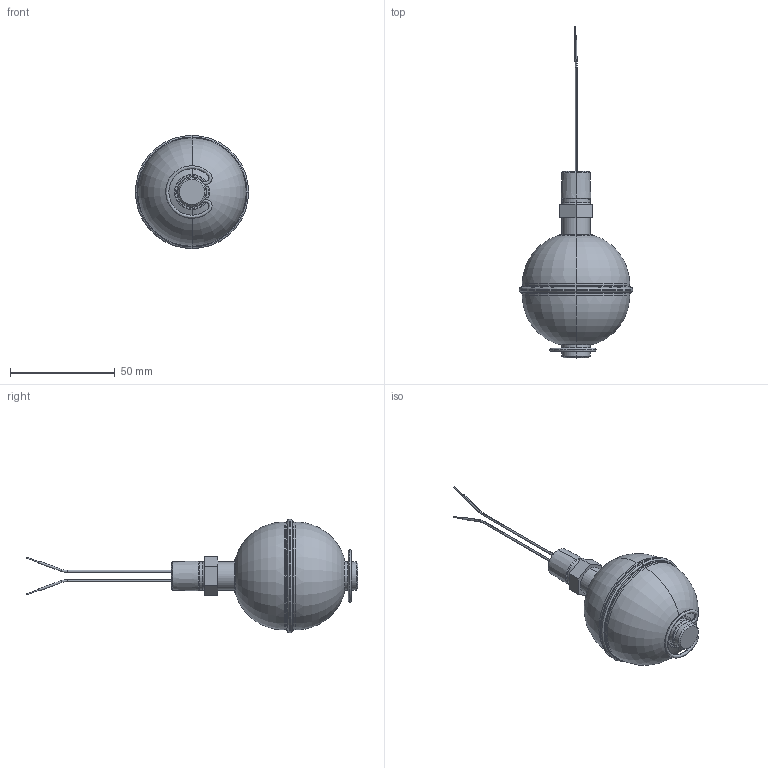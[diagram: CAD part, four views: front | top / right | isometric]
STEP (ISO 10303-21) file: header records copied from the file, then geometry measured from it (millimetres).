
FILE_DESCRIPTION (( 'STEP AP214' ), '1' );
FILE_NAME ('FLS-VL-600.STEP', '2014-01-31T18:41:50', ( '' ), ( '' ), 'SwSTEP 2.0', 'SolidWorks 2013', '' );
FILE_SCHEMA (( 'AUTOMOTIVE_DESIGN' ));
Length unit declared in the file: inch
Products named in the file (1): FLS-VL-600
Bounding box: 53.98 x 158.22 x 53.98 mm (x, y, z)
Volume: 78133.4 mm3; surface area: 19433 mm2
Topology: 6 solids, 6 shells, 98 faces, 198 edges, 120 vertices
Faces by surface type: cylinder 30, plane 26, torus 26, cone 8, bspline 8
Entity records: 4367 total; most frequent: CARTESIAN_POINT 2171, DIRECTION 490, ORIENTED_EDGE 396, AXIS2_PLACEMENT_3D 217, EDGE_CURVE 198, CIRCLE 126, VERTEX_POINT 120, EDGE_LOOP 108
